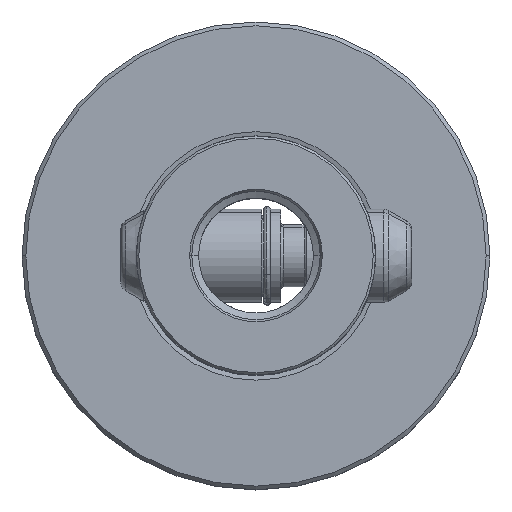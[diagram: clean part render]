
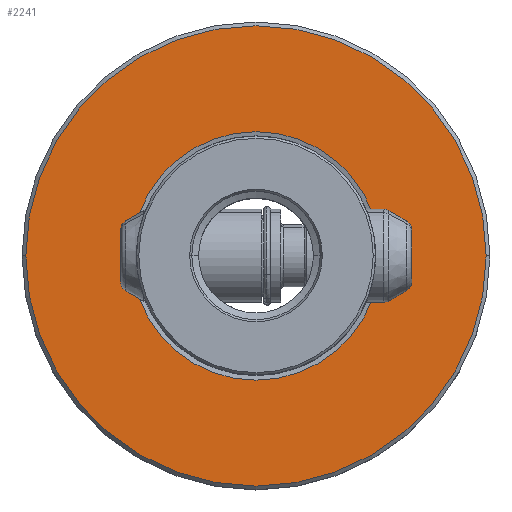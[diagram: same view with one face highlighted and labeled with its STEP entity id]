
A CAD part, top view. The second image highlights one B-rep face of the part: STEP entity #2241.
In plain terms, the highlighted planar face has unit normal (0, 0, 1).
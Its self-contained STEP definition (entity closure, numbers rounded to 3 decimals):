
#1549=VERTEX_POINT('NONE',#3351);
#1761=VERTEX_POINT('NONE',#3586);
#2099=EDGE_CURVE('NONE',#2371,#2503,#3965,.T.);
#2103=EDGE_CURVE('NONE',#1549,#1761,#3969,.T.);
#2241=ADVANCED_FACE('NONE',(#4126,#4127),#4128,.T.);
#2297=EDGE_CURVE('NONE',#2503,#2371,#4189,.T.);
#2371=VERTEX_POINT('NONE',#4272);
#2455=EDGE_CURVE('NONE',#1761,#1549,#4365,.T.);
#2503=VERTEX_POINT('NONE',#4417);
#3351=CARTESIAN_POINT('',(-44.275,0.,0.0));
#3586=CARTESIAN_POINT('',(44.275,0.,0.0));
#3965=CIRCLE('',#6907,23.899);
#3969=CIRCLE('',#6914,44.275);
#4126=FACE_OUTER_BOUND('',#7219,.T.);
#4127=FACE_BOUND('',#7220,.T.);
#4128=PLANE('',#7221);
#4189=CIRCLE('',#7314,23.899);
#4272=CARTESIAN_POINT('',(23.899,0.,0.0));
#4365=CIRCLE('',#7647,44.275);
#4417=CARTESIAN_POINT('',(-23.899,0.,0.0));
#6907=AXIS2_PLACEMENT_3D('',#9576,#9577,#9578);
#6914=AXIS2_PLACEMENT_3D('',#9580,#9581,#9582);
#7219=EDGE_LOOP('',(#9794,#9795));
#7220=EDGE_LOOP('',(#9796,#9797));
#7221=AXIS2_PLACEMENT_3D('',#9798,#9799,#9800);
#7314=AXIS2_PLACEMENT_3D('',#9860,#9861,#9862);
#7647=AXIS2_PLACEMENT_3D('',#10079,#10080,#10081);
#9576=CARTESIAN_POINT('',(0.0,0.0,0.0));
#9577=DIRECTION('',(0.0,-0.0,1.0));
#9578=DIRECTION('',(0.0,1.0,0.0));
#9580=CARTESIAN_POINT('',(0.0,0.0,0.0));
#9581=DIRECTION('',(0.0,-0.0,1.0));
#9582=DIRECTION('',(0.0,1.0,0.0));
#9794=ORIENTED_EDGE('',*,*,#2103,.T.);
#9795=ORIENTED_EDGE('',*,*,#2455,.T.);
#9796=ORIENTED_EDGE('',*,*,#2099,.F.);
#9797=ORIENTED_EDGE('',*,*,#2297,.F.);
#9798=CARTESIAN_POINT('',(-45.0,0.0,0.0));
#9799=DIRECTION('',(-0.0,0.0,1.0));
#9800=DIRECTION('',(0.0,1.0,0.0));
#9860=CARTESIAN_POINT('',(0.0,0.0,0.0));
#9861=DIRECTION('',(0.0,-0.0,1.0));
#9862=DIRECTION('',(0.0,1.0,0.0));
#10079=CARTESIAN_POINT('',(0.0,0.0,0.0));
#10080=DIRECTION('',(0.0,-0.0,1.0));
#10081=DIRECTION('',(0.0,1.0,0.0));
